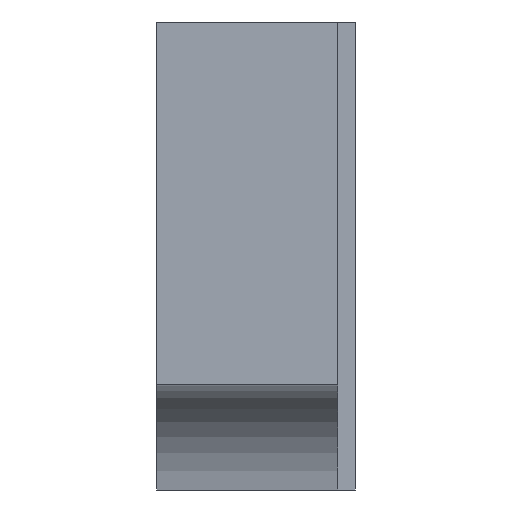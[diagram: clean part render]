
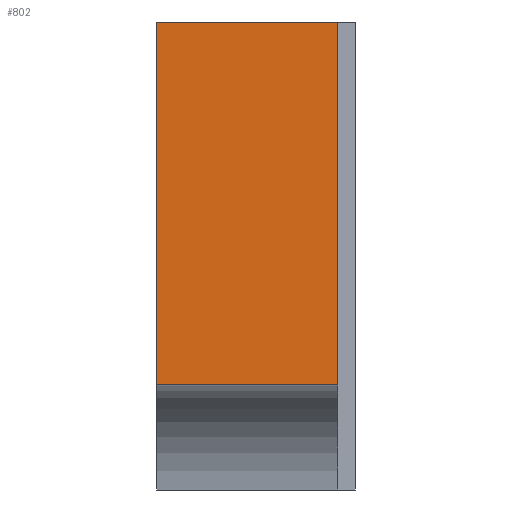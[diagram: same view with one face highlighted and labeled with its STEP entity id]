
A CAD part, left-side view. The second image highlights one B-rep face of the part: STEP entity #802.
In plain terms, the highlighted planar face has unit normal (-1, 0, 0).
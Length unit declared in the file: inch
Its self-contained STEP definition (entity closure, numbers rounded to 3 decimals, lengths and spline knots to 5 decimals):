
#14 = EDGE_CURVE ( 'NONE', #524, #129, #584, .T. ) ;
#36 = DIRECTION ( 'NONE',  ( 0., 0., -1. ) ) ;
#79 = DIRECTION ( 'NONE',  ( 0., 1., 0. ) ) ;
#129 = VERTEX_POINT ( 'NONE', #1016 ) ;
#136 = EDGE_CURVE ( 'NONE', #440, #129, #1101, .T. ) ;
#239 = CARTESIAN_POINT ( 'NONE',  ( -0.5, -0.12, 0.09 ) ) ;
#240 = VECTOR ( 'NONE', #728, 39.37008 ) ;
#249 = DIRECTION ( 'NONE',  ( 0., 0., -1. ) ) ;
#323 = AXIS2_PLACEMENT_3D ( 'NONE', #480, #710, #36 ) ;
#341 = CARTESIAN_POINT ( 'NONE',  ( -0.5, 0.05, 0.4 ) ) ;
#353 = ORIENTED_EDGE ( 'NONE', *, *, #522, .F. ) ;
#367 = FACE_OUTER_BOUND ( 'NONE', #879, .T. ) ;
#440 = VERTEX_POINT ( 'NONE', #341 ) ;
#465 = CARTESIAN_POINT ( 'NONE',  ( -0.5, -0.105, 0.4 ) ) ;
#476 = PLANE ( 'NONE',  #323 ) ;
#480 = CARTESIAN_POINT ( 'NONE',  ( -0.5, 0.05, 0.4 ) ) ;
#485 = VECTOR ( 'NONE', #79, 39.37008 ) ;
#488 = CARTESIAN_POINT ( 'NONE',  ( -0.5, -0.105, 0.4 ) ) ;
#522 = EDGE_CURVE ( 'NONE', #1044, #524, #564, .T. ) ;
#524 = VERTEX_POINT ( 'NONE', #987 ) ;
#564 = LINE ( 'NONE', #465, #240 ) ;
#580 = CARTESIAN_POINT ( 'NONE',  ( -0.5, 0.05, 0.4 ) ) ;
#584 = LINE ( 'NONE', #239, #485 ) ;
#628 = DIRECTION ( 'NONE',  ( 0., -1., 0. ) ) ;
#640 = CARTESIAN_POINT ( 'NONE',  ( -0.5, 0.05, 0.4 ) ) ;
#710 = DIRECTION ( 'NONE',  ( 1., 0., 0. ) ) ;
#728 = DIRECTION ( 'NONE',  ( 0., 0., -1. ) ) ;
#787 = LINE ( 'NONE', #640, #842 ) ;
#802 = ADVANCED_FACE ( 'NONE', ( #367 ), #476, .F. ) ;
#841 = VECTOR ( 'NONE', #249, 39.37008 ) ;
#842 = VECTOR ( 'NONE', #628, 39.37008 ) ;
#860 = EDGE_CURVE ( 'NONE', #440, #1044, #787, .T. ) ;
#879 = EDGE_LOOP ( 'NONE', ( #1051, #975, #353, #939 ) ) ;
#939 = ORIENTED_EDGE ( 'NONE', *, *, #860, .F. ) ;
#975 = ORIENTED_EDGE ( 'NONE', *, *, #14, .F. ) ;
#987 = CARTESIAN_POINT ( 'NONE',  ( -0.5, -0.105, 0.09 ) ) ;
#1016 = CARTESIAN_POINT ( 'NONE',  ( -0.5, 0.05, 0.09 ) ) ;
#1044 = VERTEX_POINT ( 'NONE', #488 ) ;
#1051 = ORIENTED_EDGE ( 'NONE', *, *, #136, .T. ) ;
#1101 = LINE ( 'NONE', #580, #841 ) ;
